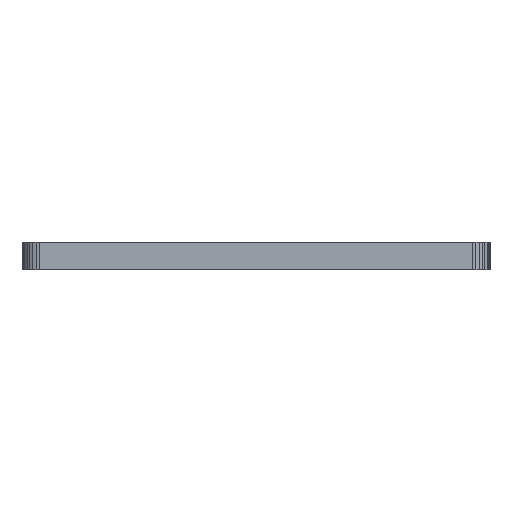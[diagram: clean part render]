
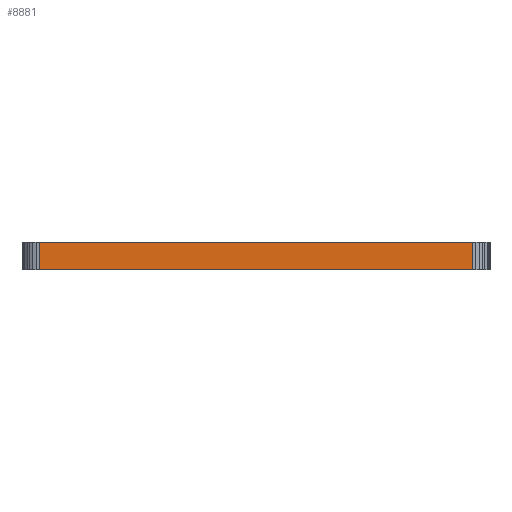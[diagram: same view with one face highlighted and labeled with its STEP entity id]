
A CAD part, left-side view. The second image highlights one B-rep face of the part: STEP entity #8881.
In plain terms, the highlighted planar face has unit normal (-1, 0, 0).
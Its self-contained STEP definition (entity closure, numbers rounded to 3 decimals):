
#90 = PLANE('',#91);
#91 = AXIS2_PLACEMENT_3D('',#92,#93,#94);
#92 = CARTESIAN_POINT('',(167.702,-84.321,1.58));
#93 = DIRECTION('',(-0.,-0.,-1.));
#94 = DIRECTION('',(-1.,0.,0.));
#144 = PLANE('',#145);
#145 = AXIS2_PLACEMENT_3D('',#146,#147,#148);
#146 = CARTESIAN_POINT('',(167.702,-84.321,0.));
#147 = DIRECTION('',(-0.,-0.,-1.));
#148 = DIRECTION('',(-1.,0.,0.));
#925 = VERTEX_POINT('',#926);
#926 = CARTESIAN_POINT('',(145.319,-96.721,0.));
#940 = PLANE('',#941);
#941 = AXIS2_PLACEMENT_3D('',#942,#943,#944);
#942 = CARTESIAN_POINT('',(145.338,-96.916,0.));
#943 = DIRECTION('',(-0.995,-0.098,0.));
#944 = DIRECTION('',(-0.098,0.995,0.));
#952 = EDGE_CURVE('',#925,#953,#955,.T.);
#953 = VERTEX_POINT('',#954);
#954 = CARTESIAN_POINT('',(145.319,-71.921,0.));
#955 = SURFACE_CURVE('',#956,(#960,#967),.PCURVE_S1.);
#956 = LINE('',#957,#958);
#957 = CARTESIAN_POINT('',(145.319,-96.721,0.));
#958 = VECTOR('',#959,1.);
#959 = DIRECTION('',(0.,1.,0.));
#960 = PCURVE('',#144,#961);
#961 = DEFINITIONAL_REPRESENTATION('',(#962),#966);
#962 = LINE('',#963,#964);
#963 = CARTESIAN_POINT('',(22.383,-12.4));
#964 = VECTOR('',#965,1.);
#965 = DIRECTION('',(0.,1.));
#966 = ( GEOMETRIC_REPRESENTATION_CONTEXT(2) 
PARAMETRIC_REPRESENTATION_CONTEXT() REPRESENTATION_CONTEXT('2D SPACE',''
  ) );
#967 = PCURVE('',#968,#973);
#968 = PLANE('',#969);
#969 = AXIS2_PLACEMENT_3D('',#970,#971,#972);
#970 = CARTESIAN_POINT('',(145.319,-96.721,0.));
#971 = DIRECTION('',(-1.,0.,0.));
#972 = DIRECTION('',(0.,1.,0.));
#973 = DEFINITIONAL_REPRESENTATION('',(#974),#978);
#974 = LINE('',#975,#976);
#975 = CARTESIAN_POINT('',(0.,0.));
#976 = VECTOR('',#977,1.);
#977 = DIRECTION('',(1.,0.));
#978 = ( GEOMETRIC_REPRESENTATION_CONTEXT(2) 
PARAMETRIC_REPRESENTATION_CONTEXT() REPRESENTATION_CONTEXT('2D SPACE',''
  ) );
#996 = PLANE('',#997);
#997 = AXIS2_PLACEMENT_3D('',#998,#999,#1000);
#998 = CARTESIAN_POINT('',(145.319,-71.921,0.));
#999 = DIRECTION('',(-0.995,0.098,0.));
#1000 = DIRECTION('',(0.098,0.995,0.));
#5239 = VERTEX_POINT('',#5240);
#5240 = CARTESIAN_POINT('',(145.319,-96.721,1.58));
#5261 = EDGE_CURVE('',#5239,#5262,#5264,.T.);
#5262 = VERTEX_POINT('',#5263);
#5263 = CARTESIAN_POINT('',(145.319,-71.921,1.58));
#5264 = SURFACE_CURVE('',#5265,(#5269,#5276),.PCURVE_S1.);
#5265 = LINE('',#5266,#5267);
#5266 = CARTESIAN_POINT('',(145.319,-96.721,1.58));
#5267 = VECTOR('',#5268,1.);
#5268 = DIRECTION('',(0.,1.,0.));
#5269 = PCURVE('',#90,#5270);
#5270 = DEFINITIONAL_REPRESENTATION('',(#5271),#5275);
#5271 = LINE('',#5272,#5273);
#5272 = CARTESIAN_POINT('',(22.383,-12.4));
#5273 = VECTOR('',#5274,1.);
#5274 = DIRECTION('',(0.,1.));
#5275 = ( GEOMETRIC_REPRESENTATION_CONTEXT(2) 
PARAMETRIC_REPRESENTATION_CONTEXT() REPRESENTATION_CONTEXT('2D SPACE',''
  ) );
#5276 = PCURVE('',#968,#5277);
#5277 = DEFINITIONAL_REPRESENTATION('',(#5278),#5282);
#5278 = LINE('',#5279,#5280);
#5279 = CARTESIAN_POINT('',(0.,-1.58));
#5280 = VECTOR('',#5281,1.);
#5281 = DIRECTION('',(1.,0.));
#5282 = ( GEOMETRIC_REPRESENTATION_CONTEXT(2) 
PARAMETRIC_REPRESENTATION_CONTEXT() REPRESENTATION_CONTEXT('2D SPACE',''
  ) );
#8831 = EDGE_CURVE('',#953,#5262,#8832,.T.);
#8832 = SURFACE_CURVE('',#8833,(#8837,#8844),.PCURVE_S1.);
#8833 = LINE('',#8834,#8835);
#8834 = CARTESIAN_POINT('',(145.319,-71.921,0.));
#8835 = VECTOR('',#8836,1.);
#8836 = DIRECTION('',(0.,0.,1.));
#8837 = PCURVE('',#996,#8838);
#8838 = DEFINITIONAL_REPRESENTATION('',(#8839),#8843);
#8839 = LINE('',#8840,#8841);
#8840 = CARTESIAN_POINT('',(0.,0.));
#8841 = VECTOR('',#8842,1.);
#8842 = DIRECTION('',(0.,-1.));
#8843 = ( GEOMETRIC_REPRESENTATION_CONTEXT(2) 
PARAMETRIC_REPRESENTATION_CONTEXT() REPRESENTATION_CONTEXT('2D SPACE',''
  ) );
#8844 = PCURVE('',#968,#8845);
#8845 = DEFINITIONAL_REPRESENTATION('',(#8846),#8850);
#8846 = LINE('',#8847,#8848);
#8847 = CARTESIAN_POINT('',(24.8,0.));
#8848 = VECTOR('',#8849,1.);
#8849 = DIRECTION('',(0.,-1.));
#8850 = ( GEOMETRIC_REPRESENTATION_CONTEXT(2) 
PARAMETRIC_REPRESENTATION_CONTEXT() REPRESENTATION_CONTEXT('2D SPACE',''
  ) );
#8881 = ADVANCED_FACE('',(#8882),#968,.T.);
#8882 = FACE_BOUND('',#8883,.T.);
#8883 = EDGE_LOOP('',(#8884,#8905,#8906,#8907));
#8884 = ORIENTED_EDGE('',*,*,#8885,.T.);
#8885 = EDGE_CURVE('',#925,#5239,#8886,.T.);
#8886 = SURFACE_CURVE('',#8887,(#8891,#8898),.PCURVE_S1.);
#8887 = LINE('',#8888,#8889);
#8888 = CARTESIAN_POINT('',(145.319,-96.721,0.));
#8889 = VECTOR('',#8890,1.);
#8890 = DIRECTION('',(0.,0.,1.));
#8891 = PCURVE('',#968,#8892);
#8892 = DEFINITIONAL_REPRESENTATION('',(#8893),#8897);
#8893 = LINE('',#8894,#8895);
#8894 = CARTESIAN_POINT('',(0.,0.));
#8895 = VECTOR('',#8896,1.);
#8896 = DIRECTION('',(0.,-1.));
#8897 = ( GEOMETRIC_REPRESENTATION_CONTEXT(2) 
PARAMETRIC_REPRESENTATION_CONTEXT() REPRESENTATION_CONTEXT('2D SPACE',''
  ) );
#8898 = PCURVE('',#940,#8899);
#8899 = DEFINITIONAL_REPRESENTATION('',(#8900),#8904);
#8900 = LINE('',#8901,#8902);
#8901 = CARTESIAN_POINT('',(0.196,0.));
#8902 = VECTOR('',#8903,1.);
#8903 = DIRECTION('',(0.,-1.));
#8904 = ( GEOMETRIC_REPRESENTATION_CONTEXT(2) 
PARAMETRIC_REPRESENTATION_CONTEXT() REPRESENTATION_CONTEXT('2D SPACE',''
  ) );
#8905 = ORIENTED_EDGE('',*,*,#5261,.T.);
#8906 = ORIENTED_EDGE('',*,*,#8831,.F.);
#8907 = ORIENTED_EDGE('',*,*,#952,.F.);
